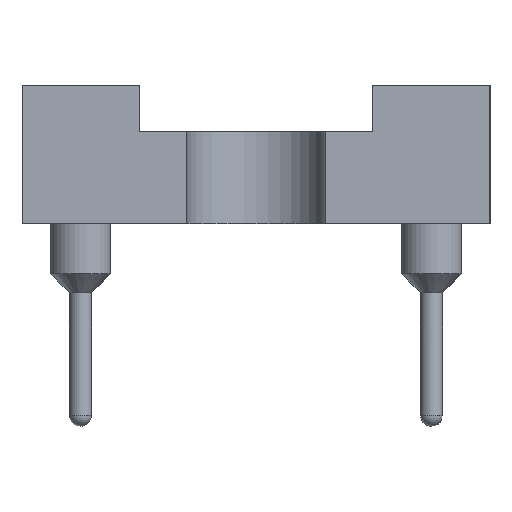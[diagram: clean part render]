
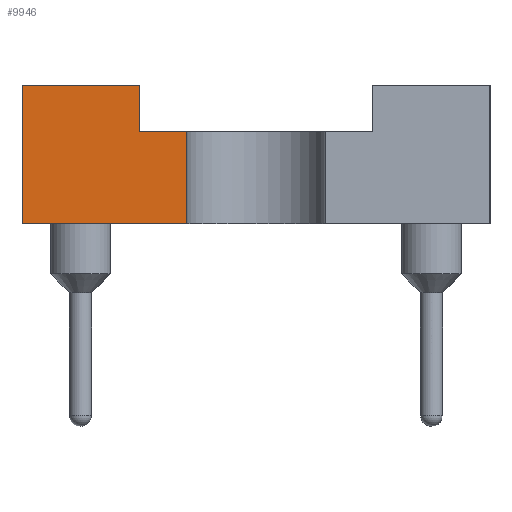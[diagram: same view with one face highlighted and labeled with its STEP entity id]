
A CAD part, left-side view. The second image highlights one B-rep face of the part: STEP entity #9946.
In plain terms, the highlighted face is planar.
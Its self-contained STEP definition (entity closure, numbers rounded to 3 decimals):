
#9946=ADVANCED_FACE('',(#18761),#18763,.T.);
#18761=FACE_BOUND('',#18762,.T.);
#18762=EDGE_LOOP('',(#23573,#23574,#23575,#23576,#23577,#23578));
#18763=PLANE('',#18764);
#18764=AXIS2_PLACEMENT_3D('',#18765,#18766,#18767);
#18765=CARTESIAN_POINT('',(-1.27,7.62,0.));
#18766=DIRECTION('',(1.,0.,0.));
#18767=DIRECTION('',(0.,1.,0.));
#23573=ORIENTED_EDGE('',*,*,#25813,.F.);
#23574=ORIENTED_EDGE('',*,*,#25775,.F.);
#23575=ORIENTED_EDGE('',*,*,#25814,.T.);
#23576=ORIENTED_EDGE('',*,*,#25815,.F.);
#23577=ORIENTED_EDGE('',*,*,#25816,.F.);
#23578=ORIENTED_EDGE('',*,*,#25817,.F.);
#25775=EDGE_CURVE('',#29121,#29122,#29123,.T.);
#25813=EDGE_CURVE('',#29122,#29197,#29198,.T.);
#25814=EDGE_CURVE('',#29121,#29199,#29200,.T.);
#25815=EDGE_CURVE('',#29201,#29199,#29202,.T.);
#25816=EDGE_CURVE('',#29203,#29201,#29204,.T.);
#25817=EDGE_CURVE('',#29197,#29203,#29205,.T.);
#29121=VERTEX_POINT('',#41539);
#29122=VERTEX_POINT('',#41540);
#29123=LINE('',#41541,#41542);
#29197=VERTEX_POINT('',#41720);
#29198=LINE('',#41721,#41722);
#29199=VERTEX_POINT('',#41724);
#29200=LINE('',#41725,#41726);
#29201=VERTEX_POINT('',#41728);
#29202=LINE('',#41729,#41730);
#29203=VERTEX_POINT('',#41732);
#29204=LINE('',#41733,#41734);
#29205=LINE('',#41736,#41737);
#41539=CARTESIAN_POINT('',(-1.27,5.31,1.5));
#41540=CARTESIAN_POINT('',(-1.27,8.89,1.5));
#41541=CARTESIAN_POINT('',(-1.27,5.31,1.5));
#41542=VECTOR('',#41543,1.);
#41543=DIRECTION('',(0.,1.,0.));
#41720=CARTESIAN_POINT('',(-1.27,8.89,4.5));
#41721=CARTESIAN_POINT('',(-1.27,8.89,1.5));
#41722=VECTOR('',#41723,1.);
#41723=DIRECTION('',(0.,0.,1.));
#41724=CARTESIAN_POINT('',(-1.27,5.31,3.5));
#41725=CARTESIAN_POINT('',(-1.27,5.31,1.5));
#41726=VECTOR('',#41727,1.);
#41727=DIRECTION('',(0.,0.,1.));
#41728=CARTESIAN_POINT('',(-1.27,6.35,3.5));
#41729=CARTESIAN_POINT('',(-1.27,6.35,3.5));
#41730=VECTOR('',#41731,1.);
#41731=DIRECTION('',(0.,-1.,0.));
#41732=CARTESIAN_POINT('',(-1.27,6.35,4.5));
#41733=CARTESIAN_POINT('',(-1.27,6.35,4.5));
#41734=VECTOR('',#41735,1.);
#41735=DIRECTION('',(0.,0.,-1.));
#41736=CARTESIAN_POINT('',(-1.27,8.89,4.5));
#41737=VECTOR('',#41738,1.);
#41738=DIRECTION('',(0.,-1.,0.));
